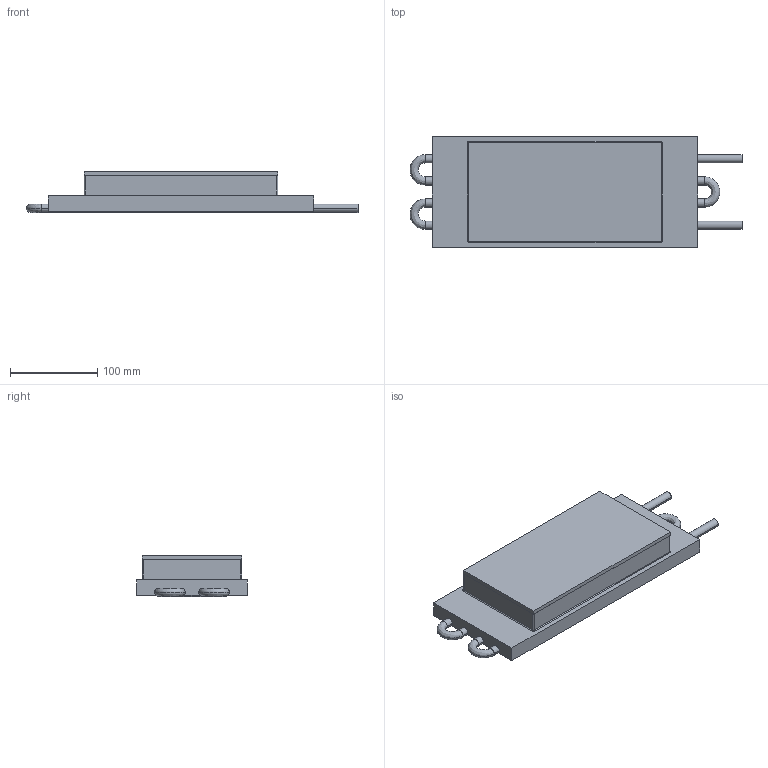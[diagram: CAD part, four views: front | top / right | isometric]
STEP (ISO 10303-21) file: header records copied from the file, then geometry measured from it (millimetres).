
FILE_DESCRIPTION (( 'STEP AP203' ), '1' );
FILE_NAME ('lcp-22.STEP', '2016-06-03T19:25:32', ( '' ), ( '' ), 'SwSTEP 2.0', 'SolidWorks 2016', '' );
FILE_SCHEMA (( 'CONFIG_CONTROL_DESIGN' ));
Length unit declared in the file: inch
Products named in the file (1): lcp-22
Bounding box: 380.94 x 127 x 47.12 mm (x, y, z)
Surface area: 222359.4 mm2 (no closed solid volume)
Topology: 0 solids, 4 shells, 80 faces, 224 edges, 150 vertices
Faces by surface type: cylinder 48, plane 22, bspline 10
Entity records: 2810 total; most frequent: CARTESIAN_POINT 617, DIRECTION 482, ORIENTED_EDGE 390, EDGE_CURVE 224, AXIS2_PLACEMENT_3D 191, VERTEX_POINT 150, CIRCLE 120, LINE 100
